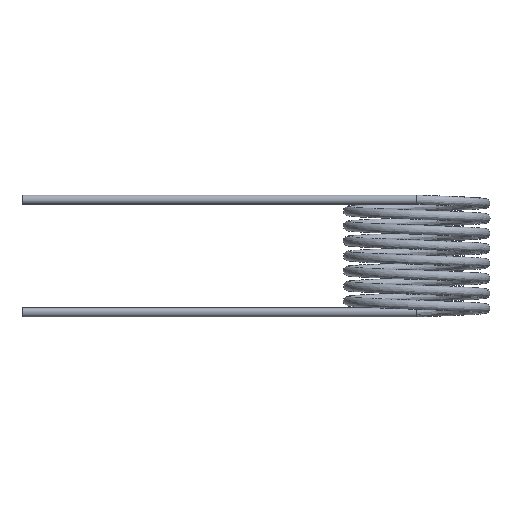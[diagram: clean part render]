
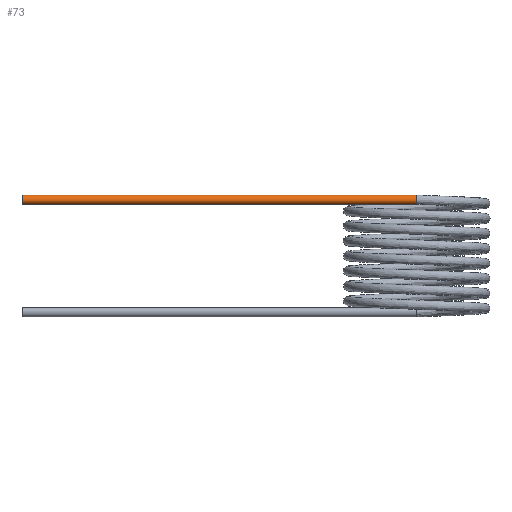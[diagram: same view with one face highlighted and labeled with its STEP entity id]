
A CAD part, left-side view. The second image highlights one B-rep face of the part: STEP entity #73.
In plain terms, the highlighted cylindrical face has radius 0.15 mm (diameter 0.3 mm), a full revolution.
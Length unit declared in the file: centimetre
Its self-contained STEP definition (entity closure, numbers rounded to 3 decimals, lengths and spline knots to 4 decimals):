
#23=FACE_BOUND('',#33,.T.);
#26=FACE_OUTER_BOUND('',#32,.T.);
#32=EDGE_LOOP('',(#59));
#33=EDGE_LOOP('',(#60,#61));
#39=CIRCLE('',#84,0.015);
#40=CIRCLE('',#85,0.015);
#41=CIRCLE('',#86,0.015);
#45=VERTEX_POINT('',#120);
#46=VERTEX_POINT('',#122);
#47=VERTEX_POINT('',#123);
#51=EDGE_CURVE('',#45,#45,#39,.T.);
#52=EDGE_CURVE('',#46,#47,#40,.T.);
#53=EDGE_CURVE('',#47,#46,#41,.T.);
#59=ORIENTED_EDGE('',*,*,#51,.F.);
#60=ORIENTED_EDGE('',*,*,#52,.T.);
#61=ORIENTED_EDGE('',*,*,#53,.T.);
#70=CYLINDRICAL_SURFACE('',#83,0.015);
#73=ADVANCED_FACE('',(#26,#23),#70,.T.);
#83=AXIS2_PLACEMENT_3D('',#119,#100,#101);
#84=AXIS2_PLACEMENT_3D('',#121,#102,#103);
#85=AXIS2_PLACEMENT_3D('',#124,#104,#105);
#86=AXIS2_PLACEMENT_3D('',#125,#106,#107);
#100=DIRECTION('center_axis',(0.,1.,0.));
#101=DIRECTION('ref_axis',(1.,0.,0.));
#102=DIRECTION('center_axis',(0.,1.,0.));
#103=DIRECTION('ref_axis',(1.,0.,0.));
#104=DIRECTION('center_axis',(0.,1.,0.));
#105=DIRECTION('ref_axis',(1.,0.,0.));
#106=DIRECTION('center_axis',(0.,1.,0.));
#107=DIRECTION('ref_axis',(1.,0.,0.));
#119=CARTESIAN_POINT('Origin',(0.029,0.25,0.3623));
#120=CARTESIAN_POINT('',(0.014,1.52,0.3623));
#121=CARTESIAN_POINT('Origin',(0.029,1.52,0.3623));
#122=CARTESIAN_POINT('',(0.014,0.25,0.3623));
#123=CARTESIAN_POINT('',(0.044,0.25,0.3623));
#124=CARTESIAN_POINT('Origin',(0.029,0.25,0.3623));
#125=CARTESIAN_POINT('Origin',(0.029,0.25,0.3623));
